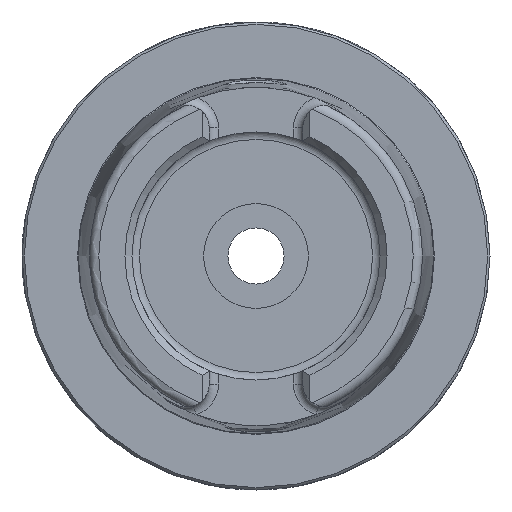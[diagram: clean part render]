
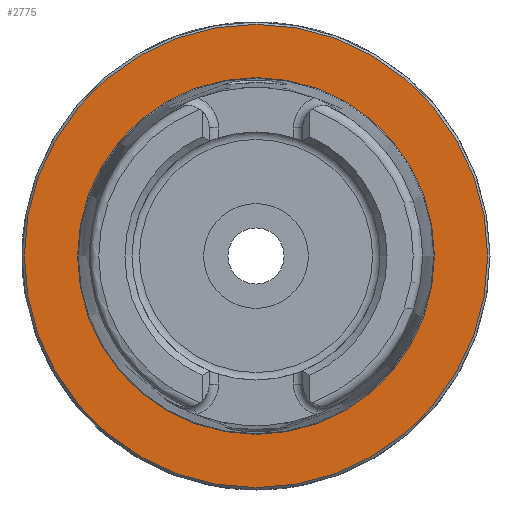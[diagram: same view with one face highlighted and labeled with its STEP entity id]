
A CAD part, left-side view. The second image highlights one B-rep face of the part: STEP entity #2775.
In plain terms, the highlighted planar face has unit normal (-1, 0, 0).
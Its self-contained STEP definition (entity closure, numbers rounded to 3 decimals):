
#506=FACE_BOUND('',#806,.T.);
#639=FACE_OUTER_BOUND('',#805,.T.);
#805=EDGE_LOOP('',(#2562,#2563));
#806=EDGE_LOOP('',(#2564,#2565));
#996=CIRCLE('',#3122,38.12);
#997=CIRCLE('',#3123,38.12);
#998=CIRCLE('',#3125,49.5);
#999=CIRCLE('',#3126,49.5);
#1304=VERTEX_POINT('',#6196);
#1305=VERTEX_POINT('',#6198);
#1306=VERTEX_POINT('',#6202);
#1307=VERTEX_POINT('',#6203);
#1728=EDGE_CURVE('',#1305,#1304,#996,.T.);
#1729=EDGE_CURVE('',#1304,#1305,#997,.T.);
#1730=EDGE_CURVE('',#1306,#1307,#998,.T.);
#1731=EDGE_CURVE('',#1307,#1306,#999,.T.);
#2562=ORIENTED_EDGE('',*,*,#1730,.F.);
#2563=ORIENTED_EDGE('',*,*,#1731,.F.);
#2564=ORIENTED_EDGE('',*,*,#1728,.T.);
#2565=ORIENTED_EDGE('',*,*,#1729,.T.);
#2640=PLANE('',#3124);
#2775=ADVANCED_FACE('',(#639,#506),#2640,.T.);
#3122=AXIS2_PLACEMENT_3D('',#6199,#3905,#3906);
#3123=AXIS2_PLACEMENT_3D('',#6200,#3907,#3908);
#3124=AXIS2_PLACEMENT_3D('',#6201,#3909,#3910);
#3125=AXIS2_PLACEMENT_3D('',#6204,#3911,#3912);
#3126=AXIS2_PLACEMENT_3D('',#6205,#3913,#3914);
#3905=DIRECTION('center_axis',(1.,0.,0.));
#3906=DIRECTION('ref_axis',(0.,0.,-1.));
#3907=DIRECTION('center_axis',(1.,0.,0.));
#3908=DIRECTION('ref_axis',(0.,0.,-1.));
#3909=DIRECTION('center_axis',(-1.,0.,0.));
#3910=DIRECTION('ref_axis',(0.,0.,1.));
#3911=DIRECTION('center_axis',(1.,0.,0.));
#3912=DIRECTION('ref_axis',(0.,0.,-1.));
#3913=DIRECTION('center_axis',(1.,0.,0.));
#3914=DIRECTION('ref_axis',(0.,0.,-1.));
#6196=CARTESIAN_POINT('',(0.,0.,38.12));
#6198=CARTESIAN_POINT('',(0.,38.12,0.));
#6199=CARTESIAN_POINT('Origin',(0.,0.,0.));
#6200=CARTESIAN_POINT('Origin',(0.,0.,0.));
#6201=CARTESIAN_POINT('Origin',(0.,49.5,0.));
#6202=CARTESIAN_POINT('',(0.,49.5,0.));
#6203=CARTESIAN_POINT('',(0.,-49.5,0.));
#6204=CARTESIAN_POINT('Origin',(0.,0.,0.));
#6205=CARTESIAN_POINT('Origin',(0.,0.,0.));
